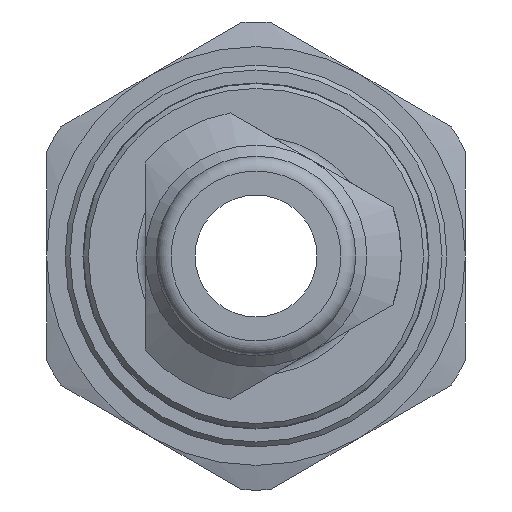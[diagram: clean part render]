
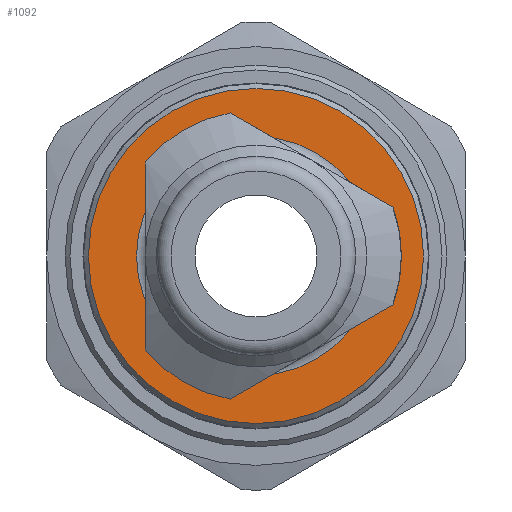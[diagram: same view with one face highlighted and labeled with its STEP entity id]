
A CAD part, left-side view. The second image highlights one B-rep face of the part: STEP entity #1092.
In plain terms, the highlighted planar face has unit normal (-1, 0, 0).
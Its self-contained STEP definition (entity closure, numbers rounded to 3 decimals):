
#27=FACE_BOUND('',#260,.T.);
#71=CIRCLE('',#1229,4.85);
#72=CIRCLE('',#1230,4.85);
#75=CIRCLE('',#1234,6.8);
#194=FACE_OUTER_BOUND('',#259,.T.);
#259=EDGE_LOOP('',(#768));
#260=EDGE_LOOP('',(#769,#770));
#451=VERTEX_POINT('',#1832);
#452=VERTEX_POINT('',#1834);
#454=VERTEX_POINT('',#1841);
#575=EDGE_CURVE('',#451,#452,#71,.T.);
#576=EDGE_CURVE('',#452,#451,#72,.T.);
#579=EDGE_CURVE('',#454,#454,#75,.T.);
#768=ORIENTED_EDGE('',*,*,#579,.F.);
#769=ORIENTED_EDGE('',*,*,#576,.F.);
#770=ORIENTED_EDGE('',*,*,#575,.F.);
#1069=PLANE('',#1233);
#1092=ADVANCED_FACE('',(#194,#27),#1069,.T.);
#1229=AXIS2_PLACEMENT_3D('',#1835,#1431,#1432);
#1230=AXIS2_PLACEMENT_3D('',#1836,#1433,#1434);
#1233=AXIS2_PLACEMENT_3D('',#1840,#1439,#1440);
#1234=AXIS2_PLACEMENT_3D('',#1842,#1441,#1442);
#1431=DIRECTION('center_axis',(-1.,0.,0.));
#1432=DIRECTION('ref_axis',(0.,-1.,0.));
#1433=DIRECTION('center_axis',(-1.,0.,0.));
#1434=DIRECTION('ref_axis',(0.,-1.,0.));
#1439=DIRECTION('center_axis',(-1.,0.,0.));
#1440=DIRECTION('ref_axis',(0.,0.,1.));
#1441=DIRECTION('center_axis',(1.,0.,0.));
#1442=DIRECTION('ref_axis',(0.,-1.,0.));
#1832=CARTESIAN_POINT('',(23.5,0.,4.85));
#1834=CARTESIAN_POINT('',(23.5,4.85,0.));
#1835=CARTESIAN_POINT('Origin',(23.5,0.,0.));
#1836=CARTESIAN_POINT('Origin',(23.5,0.,0.));
#1840=CARTESIAN_POINT('Origin',(23.5,5.675,0.));
#1841=CARTESIAN_POINT('',(23.5,6.8,0.));
#1842=CARTESIAN_POINT('Origin',(23.5,0.,0.));
